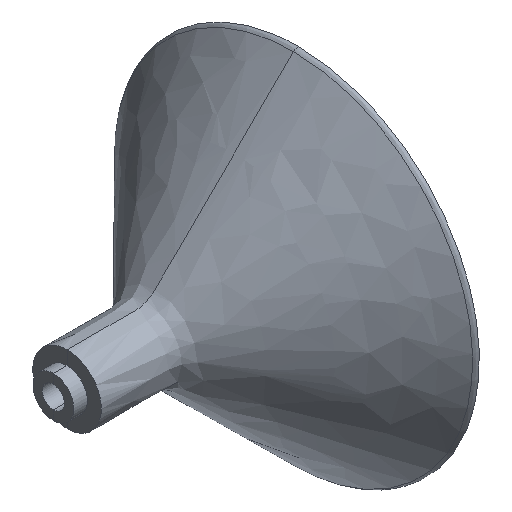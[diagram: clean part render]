
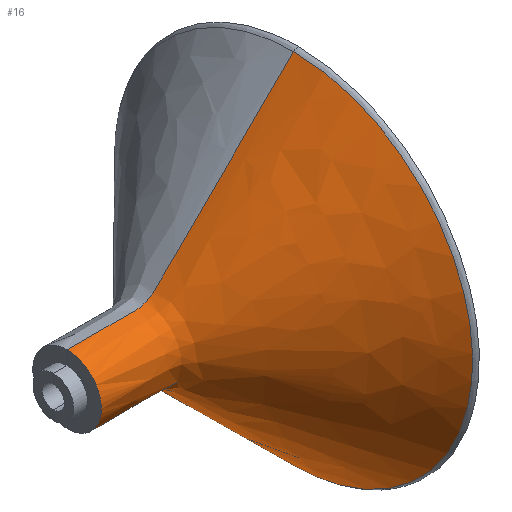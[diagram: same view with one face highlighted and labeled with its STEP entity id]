
A CAD part, isometric view. The second image highlights one B-rep face of the part: STEP entity #16.
In plain terms, the highlighted free-form (B-spline) face has degree [2, 2] with [7, 5] control points.
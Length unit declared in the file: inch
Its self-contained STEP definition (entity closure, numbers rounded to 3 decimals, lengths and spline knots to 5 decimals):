
#16=ADVANCED_FACE('',(#32),#211,.T.);
#32=FACE_OUTER_BOUND('',#48,.T.);
#48=EDGE_LOOP('',(#70,#71,#72,#73));
#70=ORIENTED_EDGE('',*,*,#135,.F.);
#71=ORIENTED_EDGE('',*,*,#134,.T.);
#72=ORIENTED_EDGE('',*,*,#136,.T.);
#73=ORIENTED_EDGE('',*,*,#147,.F.);
#134=EDGE_CURVE('',#197,#196,#166,.T.);
#135=EDGE_CURVE('',#197,#200,#167,.T.);
#136=EDGE_CURVE('',#196,#201,#168,.T.);
#147=EDGE_CURVE('',#200,#201,#179,.T.);
#166=(
BOUNDED_CURVE()
B_SPLINE_CURVE(2,(#653,#654,#655,#656,#657,#658,#659),.UNSPECIFIED.,.F.,
 .F.)
B_SPLINE_CURVE_WITH_KNOTS((3,2,2,3),(0.15614,0.99904,
1.197,1.78099),.UNSPECIFIED.)
CURVE()
GEOMETRIC_REPRESENTATION_ITEM()
RATIONAL_B_SPLINE_CURVE((1.,1.,1.,0.923,1.,1.,1.))
REPRESENTATION_ITEM('')
);
#167=(
BOUNDED_CURVE()
B_SPLINE_CURVE(2,(#660,#661,#662,#663,#664),.UNSPECIFIED.,.F.,.F.)
B_SPLINE_CURVE_WITH_KNOTS((3,2,3),(0.,2.46274,4.92548),
 .UNSPECIFIED.)
CURVE()
GEOMETRIC_REPRESENTATION_ITEM()
RATIONAL_B_SPLINE_CURVE((1.,0.707,1.,0.707,1.))
REPRESENTATION_ITEM('')
);
#168=(
BOUNDED_CURVE()
B_SPLINE_CURVE(2,(#665,#666,#667,#668,#669),.UNSPECIFIED.,.F.,.F.)
B_SPLINE_CURVE_WITH_KNOTS((3,2,3),(0.,2.46274,4.92548),
 .UNSPECIFIED.)
CURVE()
GEOMETRIC_REPRESENTATION_ITEM()
RATIONAL_B_SPLINE_CURVE((1.,0.707,1.,0.707,1.))
REPRESENTATION_ITEM('')
);
#179=(
BOUNDED_CURVE()
B_SPLINE_CURVE(2,(#716,#717,#718,#719,#720,#721,#722),.UNSPECIFIED.,.F.,
 .F.)
B_SPLINE_CURVE_WITH_KNOTS((3,2,2,3),(0.15614,0.99904,
1.197,1.78099),.UNSPECIFIED.)
CURVE()
GEOMETRIC_REPRESENTATION_ITEM()
RATIONAL_B_SPLINE_CURVE((1.,1.,1.,0.923,1.,1.,1.))
REPRESENTATION_ITEM('')
);
#196=VERTEX_POINT('',#605);
#197=VERTEX_POINT('',#606);
#200=VERTEX_POINT('',#609);
#201=VERTEX_POINT('',#610);
#211=(
BOUNDED_SURFACE()
B_SPLINE_SURFACE(2,2,((#355,#356,#357,#358,#359),(#360,#361,#362,#363,#364),
(#365,#366,#367,#368,#369),(#370,#371,#372,#373,#374),(#375,#376,#377,#378,
#379),(#380,#381,#382,#383,#384),(#385,#386,#387,#388,#389)),
 .UNSPECIFIED.,.F.,.F.,.F.)
B_SPLINE_SURFACE_WITH_KNOTS((3,2,2,3),(3,2,3),(0.15614,0.99904,
1.197,1.78099),(0.,2.46274,4.92548),
 .UNSPECIFIED.)
GEOMETRIC_REPRESENTATION_ITEM()
RATIONAL_B_SPLINE_SURFACE(((1.,0.707,1.,0.707,1.),
(1.,0.707,1.,0.707,1.),(1.,0.707,1.,
0.707,1.),(0.923,0.652,0.923,
0.652,0.923),(1.,0.707,1.,0.707,
1.),(1.,0.707,1.,0.707,1.),(1.,0.707,
1.,0.707,1.)))
REPRESENTATION_ITEM('')
SURFACE()
);
#355=CARTESIAN_POINT('',(5.87581,9.,1.55103));
#356=CARTESIAN_POINT('',(5.87581,7.44897,1.55103));
#357=CARTESIAN_POINT('',(5.87581,7.44897,0.));
#358=CARTESIAN_POINT('',(5.87581,7.44897,-1.55103));
#359=CARTESIAN_POINT('',(5.87581,9.,-1.55103));
#360=CARTESIAN_POINT('',(5.27645,9.,0.95836));
#361=CARTESIAN_POINT('',(5.27645,8.04164,0.95836));
#362=CARTESIAN_POINT('',(5.27645,8.04164,0.));
#363=CARTESIAN_POINT('',(5.27645,8.04164,-0.95836));
#364=CARTESIAN_POINT('',(5.27645,9.,-0.95836));
#365=CARTESIAN_POINT('',(4.67709,9.,0.36568));
#366=CARTESIAN_POINT('',(4.67709,8.63432,0.36568));
#367=CARTESIAN_POINT('',(4.67709,8.63432,0.));
#368=CARTESIAN_POINT('',(4.67709,8.63432,-0.36568));
#369=CARTESIAN_POINT('',(4.67709,9.,-0.36568));
#370=CARTESIAN_POINT('',(4.60279,9.,0.29221));
#371=CARTESIAN_POINT('',(4.60279,8.70779,0.29221));
#372=CARTESIAN_POINT('',(4.60279,8.70779,0.));
#373=CARTESIAN_POINT('',(4.60279,8.70779,-0.29221));
#374=CARTESIAN_POINT('',(4.60279,9.,-0.29221));
#375=CARTESIAN_POINT('',(4.49831,9.,0.29347));
#376=CARTESIAN_POINT('',(4.49831,8.70653,0.29347));
#377=CARTESIAN_POINT('',(4.49831,8.70653,0.));
#378=CARTESIAN_POINT('',(4.49831,8.70653,-0.29347));
#379=CARTESIAN_POINT('',(4.49831,9.,-0.29347));
#380=CARTESIAN_POINT('',(4.20633,9.,0.29496));
#381=CARTESIAN_POINT('',(4.20633,8.70504,0.29496));
#382=CARTESIAN_POINT('',(4.20633,8.70504,0.));
#383=CARTESIAN_POINT('',(4.20633,8.70504,-0.29496));
#384=CARTESIAN_POINT('',(4.20633,9.,-0.29496));
#385=CARTESIAN_POINT('',(3.91435,9.,0.29645));
#386=CARTESIAN_POINT('',(3.91435,8.70355,0.29645));
#387=CARTESIAN_POINT('',(3.91435,8.70355,0.));
#388=CARTESIAN_POINT('',(3.91435,8.70355,-0.29645));
#389=CARTESIAN_POINT('',(3.91435,9.,-0.29645));
#605=CARTESIAN_POINT('',(3.91435,9.,0.29645));
#606=CARTESIAN_POINT('',(5.87581,9.,1.55103));
#609=CARTESIAN_POINT('',(5.87581,9.,-1.55103));
#610=CARTESIAN_POINT('',(3.91435,9.,-0.29645));
#653=CARTESIAN_POINT('',(5.87581,9.,1.55103));
#654=CARTESIAN_POINT('',(5.27645,9.,0.95836));
#655=CARTESIAN_POINT('',(4.67709,9.,0.36568));
#656=CARTESIAN_POINT('',(4.60279,9.,0.29221));
#657=CARTESIAN_POINT('',(4.49831,9.,0.29347));
#658=CARTESIAN_POINT('',(4.20633,9.,0.29496));
#659=CARTESIAN_POINT('',(3.91435,9.,0.29645));
#660=CARTESIAN_POINT('',(5.87581,9.,1.55103));
#661=CARTESIAN_POINT('',(5.87581,7.44897,1.55103));
#662=CARTESIAN_POINT('',(5.87581,7.44897,0.));
#663=CARTESIAN_POINT('',(5.87581,7.44897,-1.55103));
#664=CARTESIAN_POINT('',(5.87581,9.,-1.55103));
#665=CARTESIAN_POINT('',(3.91435,9.,0.29645));
#666=CARTESIAN_POINT('',(3.91435,8.70355,0.29645));
#667=CARTESIAN_POINT('',(3.91435,8.70355,0.));
#668=CARTESIAN_POINT('',(3.91435,8.70355,-0.29645));
#669=CARTESIAN_POINT('',(3.91435,9.,-0.29645));
#716=CARTESIAN_POINT('',(5.87581,9.,-1.55103));
#717=CARTESIAN_POINT('',(5.27645,9.,-0.95836));
#718=CARTESIAN_POINT('',(4.67709,9.,-0.36568));
#719=CARTESIAN_POINT('',(4.60279,9.,-0.29221));
#720=CARTESIAN_POINT('',(4.49831,9.,-0.29347));
#721=CARTESIAN_POINT('',(4.20633,9.,-0.29496));
#722=CARTESIAN_POINT('',(3.91435,9.,-0.29645));
